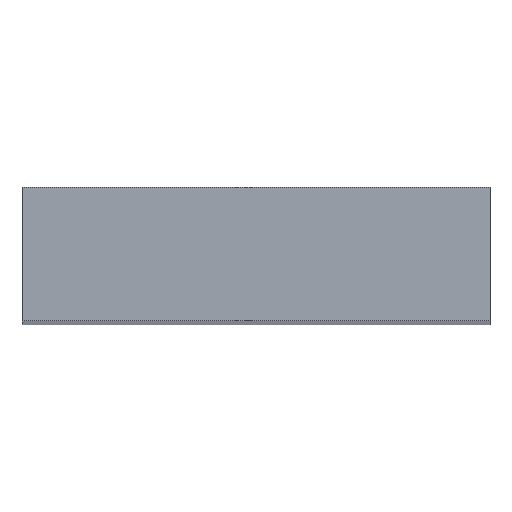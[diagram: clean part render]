
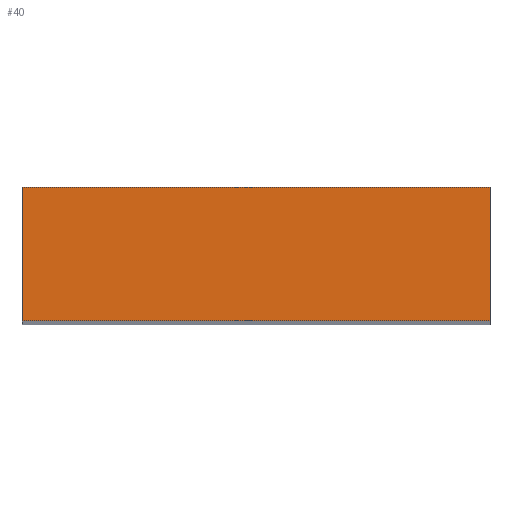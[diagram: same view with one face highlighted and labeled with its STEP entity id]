
A CAD part, top view. The second image highlights one B-rep face of the part: STEP entity #40.
In plain terms, the highlighted planar face has unit normal (0, 0, 1).
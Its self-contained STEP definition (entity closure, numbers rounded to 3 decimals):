
#8 = EDGE_CURVE ( 'NONE', #50, #101, #54, .T. ) ;
#10 = FACE_OUTER_BOUND ( 'NONE', #399, .T. ) ;
#13 = DIRECTION ( 'NONE',  ( 0., 0., 1. ) ) ;
#20 = CARTESIAN_POINT ( 'NONE',  ( 140., 20., 1340. ) ) ;
#36 = VECTOR ( 'NONE', #312, 1000. ) ;
#40 = ADVANCED_FACE ( 'NONE', ( #10 ), #340, .T. ) ;
#42 = AXIS2_PLACEMENT_3D ( 'NONE', #130, #13, #426 ) ;
#49 = CARTESIAN_POINT ( 'NONE',  ( 140., 20., 1340. ) ) ;
#50 = VERTEX_POINT ( 'NONE', #170 ) ;
#54 = LINE ( 'NONE', #49, #366 ) ;
#57 = ORIENTED_EDGE ( 'NONE', *, *, #8, .T. ) ;
#79 = EDGE_CURVE ( 'NONE', #50, #92, #215, .T. ) ;
#92 = VERTEX_POINT ( 'NONE', #102 ) ;
#101 = VERTEX_POINT ( 'NONE', #422 ) ;
#102 = CARTESIAN_POINT ( 'NONE',  ( 140., -60., 1340. ) ) ;
#113 = LINE ( 'NONE', #266, #293 ) ;
#130 = CARTESIAN_POINT ( 'NONE',  ( 140., 20., 1340. ) ) ;
#157 = CARTESIAN_POINT ( 'NONE',  ( -140., -60., 1340. ) ) ;
#163 = DIRECTION ( 'NONE',  ( -1., 0., 0. ) ) ;
#170 = CARTESIAN_POINT ( 'NONE',  ( 140., 20., 1340. ) ) ;
#215 = LINE ( 'NONE', #20, #36 ) ;
#219 = EDGE_CURVE ( 'NONE', #101, #288, #341, .T. ) ;
#266 = CARTESIAN_POINT ( 'NONE',  ( 140., -60., 1340. ) ) ;
#288 = VERTEX_POINT ( 'NONE', #157 ) ;
#293 = VECTOR ( 'NONE', #445, 1000. ) ;
#296 = CARTESIAN_POINT ( 'NONE',  ( -140., 20., 1340. ) ) ;
#312 = DIRECTION ( 'NONE',  ( 0., -1., 0. ) ) ;
#320 = VECTOR ( 'NONE', #397, 1000. ) ;
#324 = ORIENTED_EDGE ( 'NONE', *, *, #219, .T. ) ;
#340 = PLANE ( 'NONE',  #42 ) ;
#341 = LINE ( 'NONE', #296, #320 ) ;
#366 = VECTOR ( 'NONE', #163, 1000. ) ;
#390 = ORIENTED_EDGE ( 'NONE', *, *, #79, .F. ) ;
#397 = DIRECTION ( 'NONE',  ( 0., -1., 0. ) ) ;
#399 = EDGE_LOOP ( 'NONE', ( #486, #390, #57, #324 ) ) ;
#422 = CARTESIAN_POINT ( 'NONE',  ( -140., 20., 1340. ) ) ;
#424 = EDGE_CURVE ( 'NONE', #92, #288, #113, .T. ) ;
#426 = DIRECTION ( 'NONE',  ( 1., 0., 0. ) ) ;
#445 = DIRECTION ( 'NONE',  ( -1., 0., 0. ) ) ;
#486 = ORIENTED_EDGE ( 'NONE', *, *, #424, .F. ) ;
